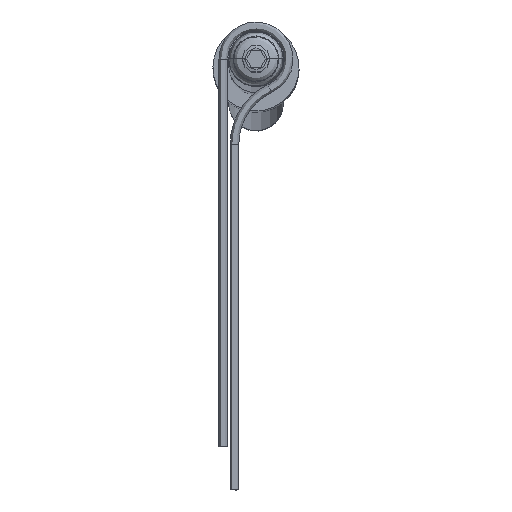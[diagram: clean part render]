
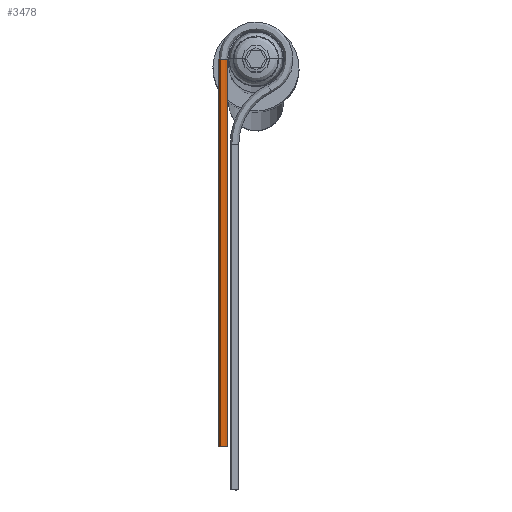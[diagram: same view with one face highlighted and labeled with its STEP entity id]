
A CAD part, top view. The second image highlights one B-rep face of the part: STEP entity #3478.
In plain terms, the highlighted cylindrical face has radius 0.1 mm (diameter 0.2 mm), a partial arc.
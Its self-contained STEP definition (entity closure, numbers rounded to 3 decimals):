
#9 = DIRECTION ( 'NONE',  ( -1., 0., 0. ) ) ;
#291 = DIRECTION ( 'NONE',  ( 0., 1., 0. ) ) ;
#413 = DIRECTION ( 'NONE',  ( 0., 1., 0. ) ) ;
#520 = CARTESIAN_POINT ( 'NONE',  ( 0.66, 0., 0. ) ) ;
#579 = CARTESIAN_POINT ( 'NONE',  ( 0.76, 9., 0. ) ) ;
#730 = AXIS2_PLACEMENT_3D ( 'NONE', #2681, #291, #9 ) ;
#758 = LINE ( 'NONE', #2761, #1094 ) ;
#903 = EDGE_CURVE ( 'NONE', #3482, #2663, #2067, .T. ) ;
#1003 = AXIS2_PLACEMENT_3D ( 'NONE', #579, #3537, #2086 ) ;
#1052 = VERTEX_POINT ( 'NONE', #1311 ) ;
#1094 = VECTOR ( 'NONE', #413, 1000. ) ;
#1297 = ORIENTED_EDGE ( 'NONE', *, *, #1514, .F. ) ;
#1311 = CARTESIAN_POINT ( 'NONE',  ( 0.86, 0., 0. ) ) ;
#1348 = CARTESIAN_POINT ( 'NONE',  ( 0.86, 9., 0. ) ) ;
#1514 = EDGE_CURVE ( 'NONE', #2568, #3482, #3782, .T. ) ;
#1665 = AXIS2_PLACEMENT_3D ( 'NONE', #3400, #1672, #3694 ) ;
#1672 = DIRECTION ( 'NONE',  ( 0., 1., 0. ) ) ;
#1844 = CIRCLE ( 'NONE', #730, 0.1 ) ;
#1910 = ORIENTED_EDGE ( 'NONE', *, *, #2197, .T. ) ;
#2031 = CARTESIAN_POINT ( 'NONE',  ( 0.66, 0., 0. ) ) ;
#2067 = CIRCLE ( 'NONE', #1003, 0.1 ) ;
#2086 = DIRECTION ( 'NONE',  ( -1., 0., 0. ) ) ;
#2197 = EDGE_CURVE ( 'NONE', #2568, #1052, #1844, .T. ) ;
#2246 = CYLINDRICAL_SURFACE ( 'NONE', #1665, 0.1 ) ;
#2414 = EDGE_CURVE ( 'NONE', #1052, #2663, #758, .T. ) ;
#2568 = VERTEX_POINT ( 'NONE', #520 ) ;
#2574 = ORIENTED_EDGE ( 'NONE', *, *, #2414, .T. ) ;
#2649 = DIRECTION ( 'NONE',  ( 0., 1., 0. ) ) ;
#2663 = VERTEX_POINT ( 'NONE', #1348 ) ;
#2681 = CARTESIAN_POINT ( 'NONE',  ( 0.76, 0., 0. ) ) ;
#2761 = CARTESIAN_POINT ( 'NONE',  ( 0.86, 0., 0. ) ) ;
#2842 = CARTESIAN_POINT ( 'NONE',  ( 0.66, 9., 0. ) ) ;
#3077 = ORIENTED_EDGE ( 'NONE', *, *, #903, .F. ) ;
#3152 = FACE_OUTER_BOUND ( 'NONE', #3497, .T. ) ;
#3157 = VECTOR ( 'NONE', #2649, 1000. ) ;
#3400 = CARTESIAN_POINT ( 'NONE',  ( 0.76, 0., 0. ) ) ;
#3478 = ADVANCED_FACE ( 'NONE', ( #3152 ), #2246, .T. ) ;
#3482 = VERTEX_POINT ( 'NONE', #2842 ) ;
#3497 = EDGE_LOOP ( 'NONE', ( #1910, #2574, #3077, #1297 ) ) ;
#3537 = DIRECTION ( 'NONE',  ( 0., 1., 0. ) ) ;
#3694 = DIRECTION ( 'NONE',  ( -1., 0., 0. ) ) ;
#3782 = LINE ( 'NONE', #2031, #3157 ) ;
